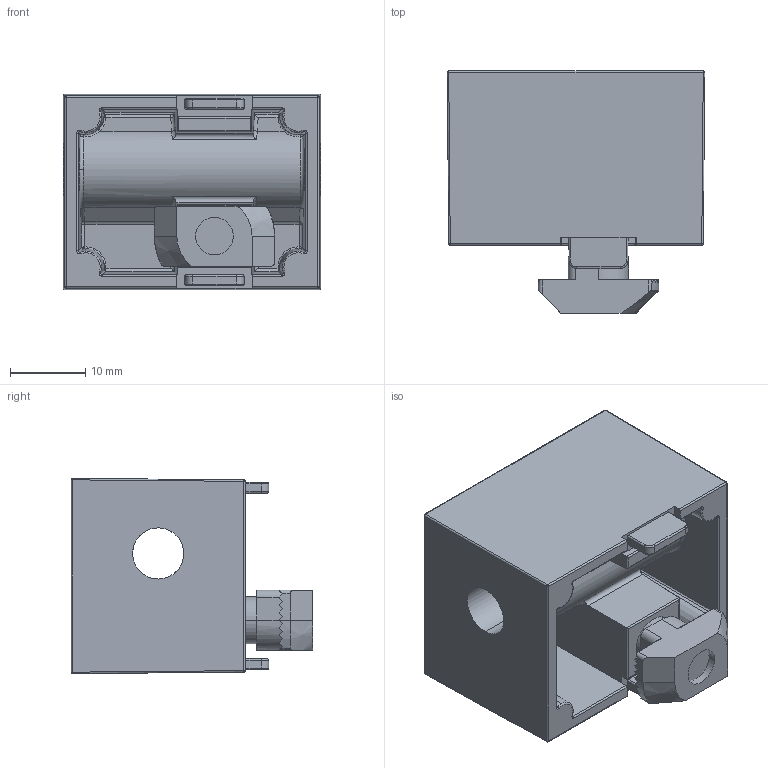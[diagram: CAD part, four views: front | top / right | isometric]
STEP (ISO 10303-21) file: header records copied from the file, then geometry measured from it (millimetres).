
FILE_DESCRIPTION (( 'STEP AP203' ), '1' );
FILE_NAME ('162924.step', '2023-01-30T14:46:39', ( '' ), ( '' ), 'SwSTEP 2.0', 'SolidWorks 2021', '' );
FILE_SCHEMA (( 'CONFIG_CONTROL_DESIGN' ));
Length unit declared in the file: inch
Products named in the file (1): 162924
Bounding box: 34.28 x 32.2 x 26 mm (x, y, z)
Volume: 14829.3 mm3; surface area: 8786.5 mm2
Topology: 2 solids, 2 shells, 300 faces, 754 edges, 458 vertices
Faces by surface type: cylinder 102, plane 100, bspline 73, cone 25
Entity records: 10747 total; most frequent: CARTESIAN_POINT 4213, ORIENTED_EDGE 1494, DIRECTION 1180, EDGE_CURVE 747, VERTEX_POINT 458, AXIS2_PLACEMENT_3D 427, VECTOR 326, LINE 326
